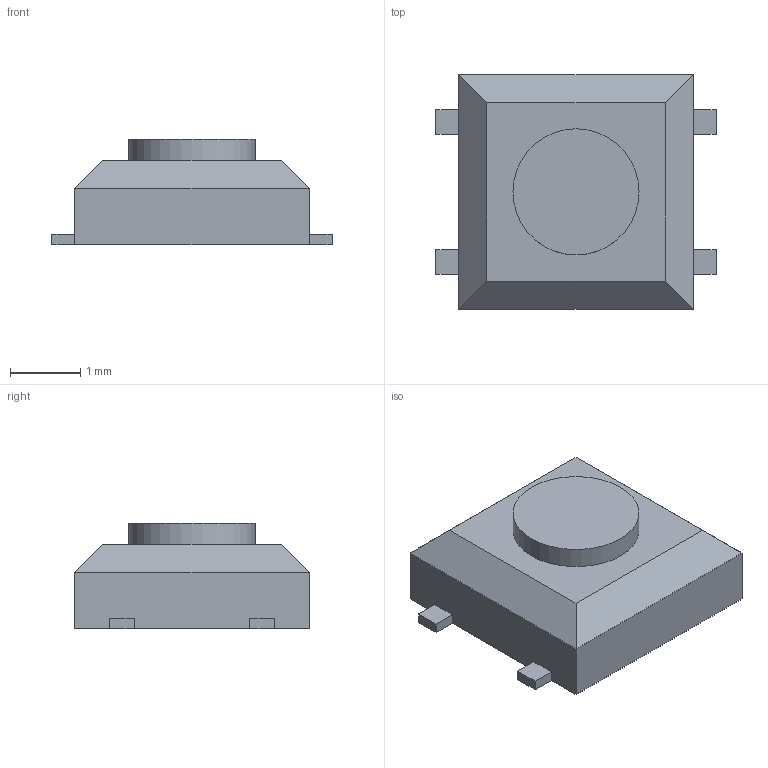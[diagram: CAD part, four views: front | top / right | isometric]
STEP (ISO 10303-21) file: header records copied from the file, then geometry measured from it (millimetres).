
FILE_DESCRIPTION(('STEP AP203'), '1');
FILE_NAME('IT-1184', '2024-02-16T06:37:08', ('ava'), (''), 'ASCON STEP Converter 1.3', 'ASCON Math Kernel', '');
FILE_SCHEMA(('CONFIG_CONTROL_DESIGN'));
Length unit declared in the file: millimetre
Products named in the file (1): 3
Bounding box: 4 x 3.35 x 1.5 mm (x, y, z)
Volume: 13.3 mm3; surface area: 38.1 mm2
Topology: 1 solids, 1 shells, 28 faces, 71 edges, 46 vertices
Faces by surface type: plane 27, cylinder 1
Full cylindrical faces by diameter (mm): 1.8 x1
Entity records: 956 total; most frequent: CARTESIAN_POINT 145, ORIENTED_EDGE 140, DIRECTION 130, EDGE_CURVE 70, LINE 68, VECTOR 68, VERTEX_POINT 46, AXIS2_PLACEMENT_3D 31
